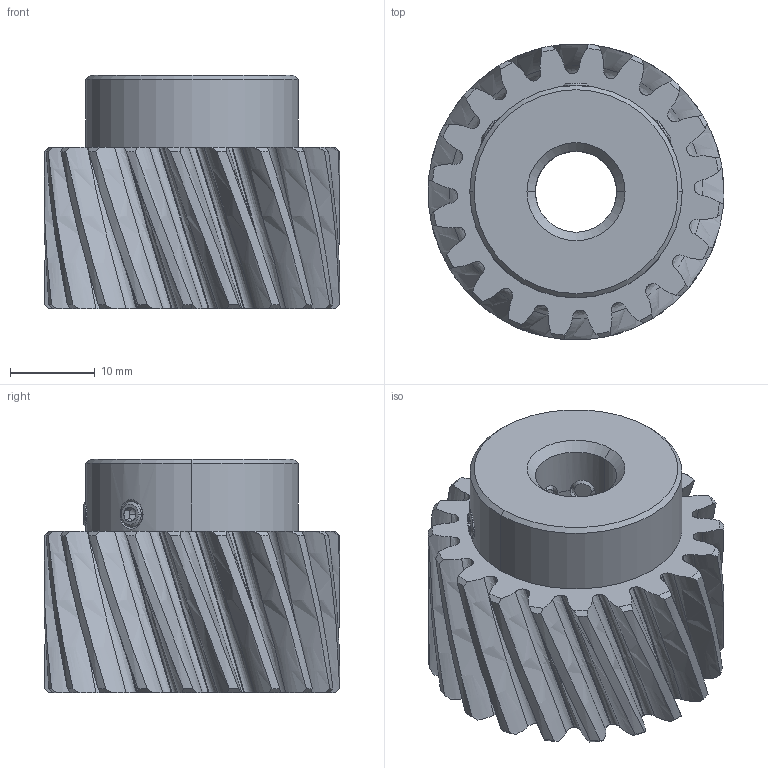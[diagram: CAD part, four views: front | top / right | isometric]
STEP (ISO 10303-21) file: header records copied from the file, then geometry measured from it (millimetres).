
FILE_DESCRIPTION (( 'STEP AP203' ), '1' );
FILE_NAME ('84010001.step', '2020-10-12T14:01:03', ( '' ), ( '' ), 'SwSTEP 2.0', 'SolidWorks 2019', '' );
FILE_SCHEMA (( 'CONFIG_CONTROL_DESIGN' ));
Products named in the file (1): 84010001
Bounding box: 34.83 x 34.83 x 27.5 mm (x, y, z)
Volume: 16464.4 mm3; surface area: 7111.7 mm2
Topology: 4 solids, 4 shells, 500 faces, 1318 edges, 847 vertices
Faces by surface type: bspline 191, plane 173, cone 94, cylinder 42
Entity records: 116079 total; most frequent: CARTESIAN_POINT 105747, ORIENTED_EDGE 2624, DIRECTION 1498, EDGE_CURVE 1312, VERTEX_POINT 847, EDGE_LOOP 535, LINE 506, VECTOR 506
